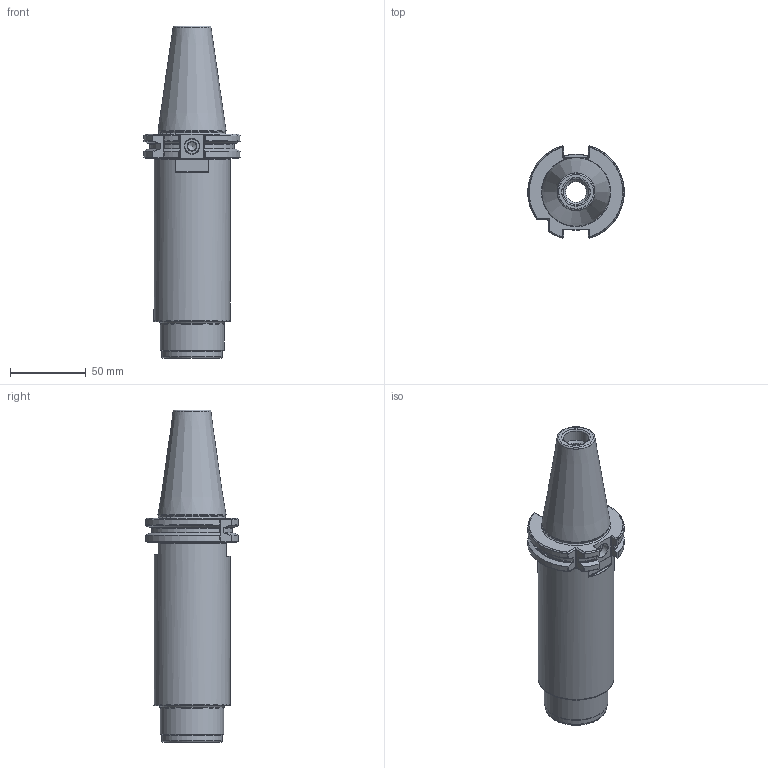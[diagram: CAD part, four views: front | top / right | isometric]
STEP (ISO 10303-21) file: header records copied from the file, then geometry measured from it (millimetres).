
FILE_DESCRIPTION(/* description */ (''),/* implementation_level */ '2;1');
FILE_NAME(/* name */ '524013280.stp',/* time_stamp */ '2021-06-01T08:51:43',/* author */ ('LRA'),/* organization */ ('REGO-FIX'),/* preprocessor_version */ ' Unknown',/* originating_system */ 'SIEMENS PLM Software Solid Edge ST10',/* authorization */ 'Unknown');
FILE_SCHEMA (('AUTOMOTIVE_DESIGN { 1 0 10303 214 2 1 1}'));
Length unit declared in the file: millimetre
Products named in the file (1): NOCUT
Bounding box: 63.65 x 61.24 x 219.55 mm (x, y, z)
Volume: 575022.1 mm3; surface area: 99609.1 mm2
Topology: 2 solids, 2 shells, 268 faces, 729 edges, 460 vertices
Faces by surface type: cylinder 92, plane 89, cone 58, torus 29
Full cylindrical faces by diameter (mm): 3.5 x10, 6 x2, 10 x2, 13.8 x2, 13.835 x2, 16.7 x1, 17 x1, 24.5 x2, 40 x1, 40.3 x1, 42 x2, 42.3 x1, 50 x1, 50.3 x1
Entity records: 9914 total; most frequent: CARTESIAN_POINT 1892, ORIENTED_EDGE 1240, DIRECTION 1223, EDGE_CURVE 620, AXIS2_PLACEMENT_3D 495, VERTEX_POINT 438, FACE_BOUND 354, EDGE_LOOP 342
